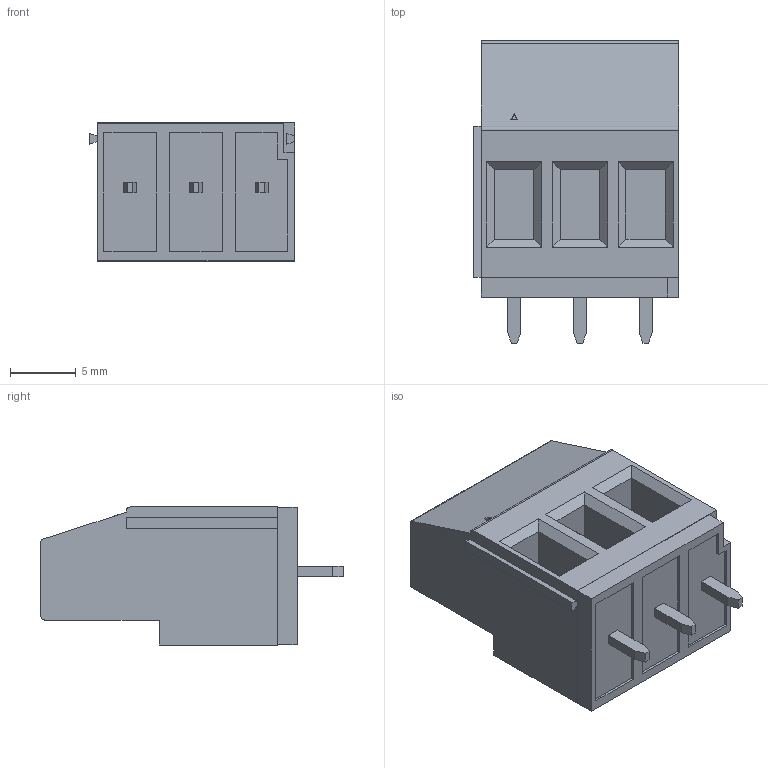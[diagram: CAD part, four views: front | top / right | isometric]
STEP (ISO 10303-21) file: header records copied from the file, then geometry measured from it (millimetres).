
FILE_DESCRIPTION (( 'STEP AP214' ), '1' );
FILE_NAME ('DG129-5.0-03P-14-00AH.STEP', '2021-01-12T19:33:49', ( '' ), ( '' ), 'SwSTEP 2.0', 'SolidWorks 2020', '' );
FILE_SCHEMA (( 'AUTOMOTIVE_DESIGN' ));
Length unit declared in the file: millimetre
Products named in the file (1): DG129-5.0-03P-14-00AH
Bounding box: 15.6 x 23 x 10.5 mm (x, y, z)
Volume: 2232.7 mm3; surface area: 1877.7 mm2
Topology: 1 solids, 1 shells, 474 faces, 1241 edges, 815 vertices
Faces by surface type: plane 258, bspline 168, cylinder 29, torus 15, cone 4
Entity records: 26486 total; most frequent: CARTESIAN_POINT 12127, ORIENTED_EDGE 2482, DIRECTION 1623, EDGE_CURVE 1241, VERTEX_POINT 815, LINE 789, VECTOR 789, EDGE_LOOP 520
